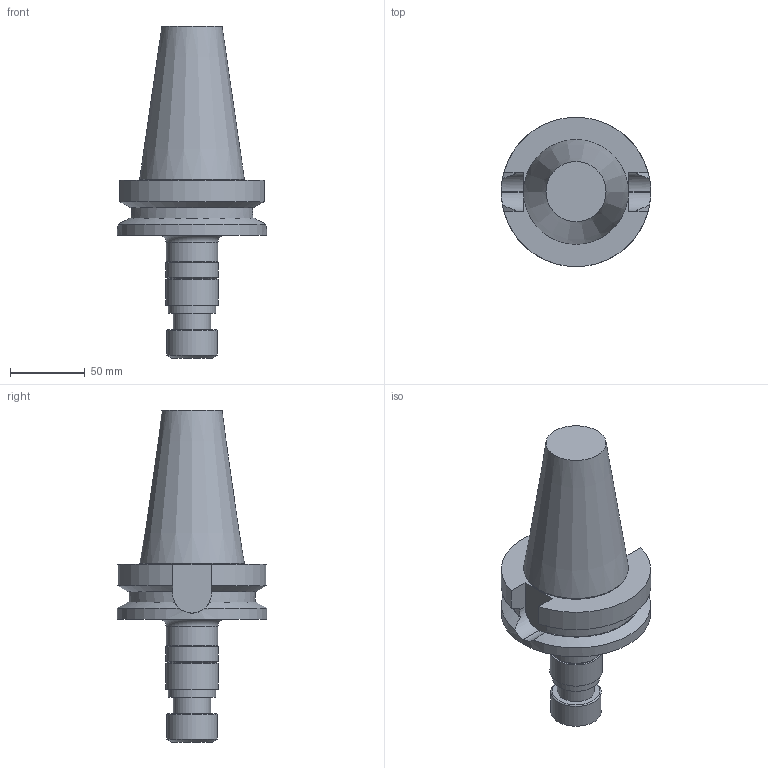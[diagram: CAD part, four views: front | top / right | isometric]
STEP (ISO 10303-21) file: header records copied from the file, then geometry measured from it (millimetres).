
FILE_DESCRIPTION(/* description */ (''),/* implementation_level */ '2;1');
FILE_NAME(/* name */ '1525678701515.stp',/* time_stamp */ '2018-05-07T09:38:31+02:00',/* author */ (''),/* organization */ ('SMS'),/* preprocessor_version */ 'ST-DEVELOPER v15',/* originating_system */ 'SIEMENS PLM Software NX 8.5',/* authorisation */ '');
FILE_SCHEMA (('AUTOMOTIVE_DESIGN { 1 0 10303 214 3 1 1 1 }'));
Length unit declared in the file: millimetre
Products named in the file (1): 112029229mod000_00
Bounding box: 99.97 x 99.97 x 222 mm (x, y, z)
Volume: 570008.3 mm3; surface area: 54755.7 mm2
Topology: 1 solids, 1 shells, 50 faces, 113 edges, 76 vertices
Faces by surface type: plane 22, cylinder 17, cone 9, torus 2
Full cylindrical faces by diameter (mm): 24.867 x1, 31.5 x1, 32.5 x1, 33.7 x1, 34.6 x1, 35 x2, 69.4 x1, 99.973 x1
Entity records: 1401 total; most frequent: CARTESIAN_POINT 273, DIRECTION 232, ORIENTED_EDGE 192, AXIS2_PLACEMENT_3D 98, EDGE_CURVE 96, EDGE_LOOP 74, VERTEX_POINT 72, ADVANCED_FACE 50
